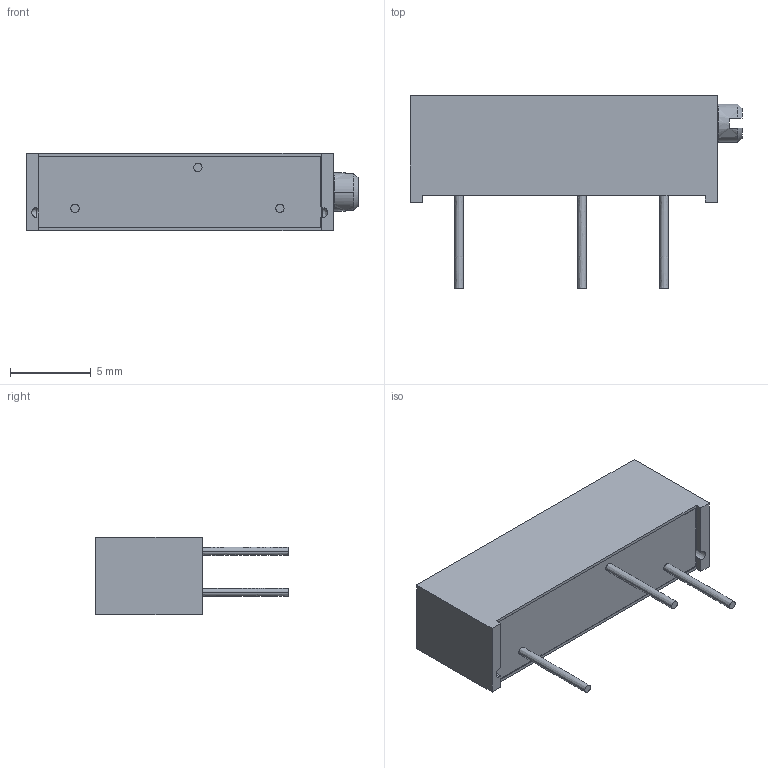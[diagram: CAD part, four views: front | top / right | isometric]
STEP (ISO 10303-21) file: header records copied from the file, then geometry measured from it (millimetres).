
FILE_DESCRIPTION((''),'2;1');
FILE_NAME('3009P_ASM','2010-05-20T',('minhn'),('Bourns, Inc.'),'PRO/ENGINEER BY PARAMETRIC TECHNOLOGY CORPORATION, 2001200','PRO/ENGINEER BY PARAMETRIC TECHNOLOGY CORPORATION, 2001200','');
FILE_SCHEMA(('AUTOMOTIVE_DESIGN_CC2 { 1 2 10303 214 -1 1 5 2 }'));
Length unit declared in the file: inch
Products named in the file (2): 33256-61701; 3009P_ASM
Assembly tree (1 placements, depth 2):
  3009P_ASM
    33256-61701
Bounding box: 20.57 x 11.94 x 4.83 mm (x, y, z)
Volume: 501.4 mm3; surface area: 735.3 mm2
Topology: 1 solids, 3 shells, 88 faces, 236 edges, 153 vertices
Faces by surface type: bspline 88
Entity records: 4273 total; most frequent: CARTESIAN_POINT 1549, ORIENTED_EDGE 468, DIRECTION 296, PRESENTATION_STYLE_ASSIGNMENT 235, STYLED_ITEM 235, CURVE_STYLE 234, EDGE_CURVE 234, VECTOR 160
